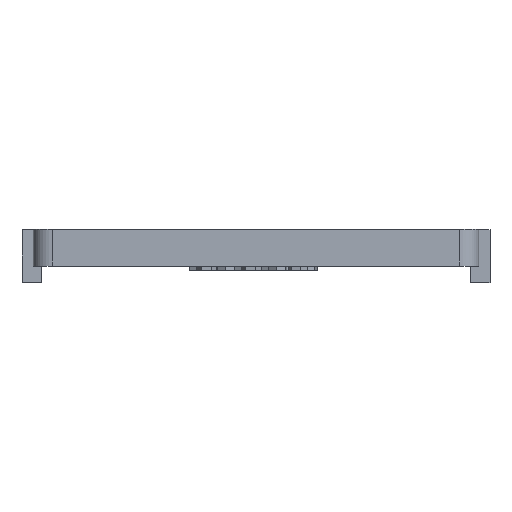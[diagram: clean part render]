
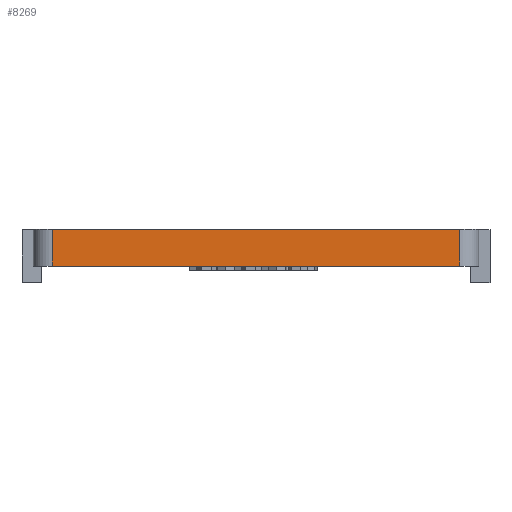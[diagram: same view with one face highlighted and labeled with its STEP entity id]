
A CAD part, top view. The second image highlights one B-rep face of the part: STEP entity #8269.
In plain terms, the highlighted planar face has unit normal (0, 0, 1).
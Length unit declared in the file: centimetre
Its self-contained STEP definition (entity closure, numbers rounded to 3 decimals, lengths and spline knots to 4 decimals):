
#169 = FACE_OUTER_BOUND ( 'NONE', #2788, .T. ) ;
#677 = LINE ( 'NONE', #1656, #8242 ) ;
#928 = VECTOR ( 'NONE', #8599, 100. ) ;
#1347 = VERTEX_POINT ( 'NONE', #8265 ) ;
#1580 = LINE ( 'NONE', #3859, #928 ) ;
#1656 = CARTESIAN_POINT ( 'NONE',  ( 0., 0., 0.0907 ) ) ;
#1778 = CARTESIAN_POINT ( 'NONE',  ( 0., -4.5, 0.0907 ) ) ;
#1912 = CARTESIAN_POINT ( 'NONE',  ( 25.164, -4.5, 0.0907 ) ) ;
#2337 = DIRECTION ( 'NONE',  ( 0., 0., -1. ) ) ;
#2432 = ORIENTED_EDGE ( 'NONE', *, *, #3037, .T. ) ;
#2600 = VECTOR ( 'NONE', #4390, 100. ) ;
#2788 = EDGE_LOOP ( 'NONE', ( #2432, #5797, #9669, #7725 ) ) ;
#3037 = EDGE_CURVE ( 'NONE', #9930, #1347, #677, .T. ) ;
#3775 = VECTOR ( 'NONE', #4825, 100. ) ;
#3859 = CARTESIAN_POINT ( 'NONE',  ( -24.7677, -4.5, 0.0907 ) ) ;
#3863 = AXIS2_PLACEMENT_3D ( 'NONE', #7959, #2337, #5484 ) ;
#3978 = EDGE_CURVE ( 'NONE', #7361, #9657, #6421, .T. ) ;
#4390 = DIRECTION ( 'NONE',  ( 0., 1., 0. ) ) ;
#4664 = PLANE ( 'NONE',  #3863 ) ;
#4757 = CARTESIAN_POINT ( 'NONE',  ( -24.7677, -4.5, 0.0907 ) ) ;
#4825 = DIRECTION ( 'NONE',  ( -1., 0., 0. ) ) ;
#5484 = DIRECTION ( 'NONE',  ( -1., 0., 0. ) ) ;
#5797 = ORIENTED_EDGE ( 'NONE', *, *, #6323, .F. ) ;
#6323 = EDGE_CURVE ( 'NONE', #9657, #1347, #1580, .T. ) ;
#6421 = LINE ( 'NONE', #1778, #3775 ) ;
#6710 = LINE ( 'NONE', #9846, #2600 ) ;
#7121 = DIRECTION ( 'NONE',  ( -1., 0., 0. ) ) ;
#7361 = VERTEX_POINT ( 'NONE', #1912 ) ;
#7474 = EDGE_CURVE ( 'NONE', #7361, #9930, #6710, .T. ) ;
#7725 = ORIENTED_EDGE ( 'NONE', *, *, #7474, .T. ) ;
#7959 = CARTESIAN_POINT ( 'NONE',  ( 0., -4.5, 0.0907 ) ) ;
#8242 = VECTOR ( 'NONE', #7121, 100. ) ;
#8265 = CARTESIAN_POINT ( 'NONE',  ( -24.7677, 0., 0.0907 ) ) ;
#8269 = ADVANCED_FACE ( 'NONE', ( #169 ), #4664, .F. ) ;
#8599 = DIRECTION ( 'NONE',  ( 0., 1., 0. ) ) ;
#9657 = VERTEX_POINT ( 'NONE', #4757 ) ;
#9669 = ORIENTED_EDGE ( 'NONE', *, *, #3978, .F. ) ;
#9692 = CARTESIAN_POINT ( 'NONE',  ( 25.164, 0., 0.0907 ) ) ;
#9846 = CARTESIAN_POINT ( 'NONE',  ( 25.164, -4.5, 0.0907 ) ) ;
#9930 = VERTEX_POINT ( 'NONE', #9692 ) ;
